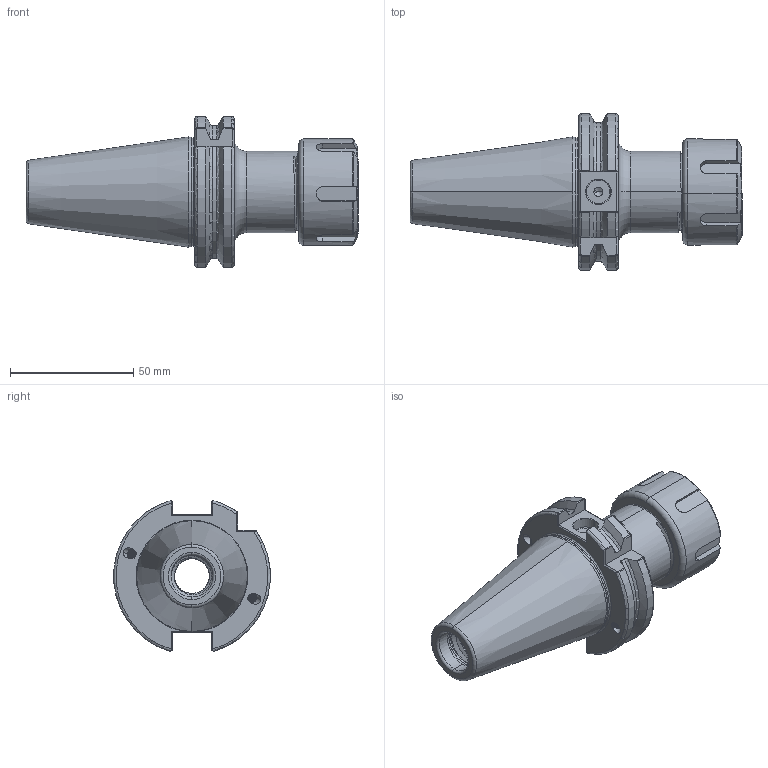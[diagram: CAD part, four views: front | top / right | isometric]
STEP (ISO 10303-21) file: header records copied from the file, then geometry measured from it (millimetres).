
FILE_DESCRIPTION (( 'STEP AP203' ), '1' );
FILE_NAME ('403.01.16.STEP', '2016-07-16T00:48:58', ( '' ), ( '' ), 'SwSTEP 2.0', 'SolidWorks 2012', '' );
FILE_SCHEMA (( 'CONFIG_CONTROL_DESIGN' ));
Length unit declared in the file: millimetre
Products named in the file (7): 403.01.16; OZ16Y1; OZ16#100 3MM鋼珠; OZ螺帽螺絲 M4; OZ16001PD; OZ16002PD
Assembly tree (40 placements, depth 3):
  403.01.16
    403.01.16
    OZ16Y1
      OZ16001PD
      OZ16002PD
      OZ螺帽螺絲 M4
      OZ16#100 3MM鋼珠  x35
Bounding box: 134.46 x 63.34 x 61.24 mm (x, y, z)
Volume: 131479.2 mm3; surface area: 43154.9 mm2
Topology: 39 solids, 39 shells, 502 faces, 1409 edges, 906 vertices
Faces by surface type: cylinder 173, plane 87, sphere 70, cone 66, torus 59, bspline 47
Entity records: 32511 total; most frequent: CARTESIAN_POINT 21123, ORIENTED_EDGE 2304, DIRECTION 1761, EDGE_CURVE 1152, VERTEX_POINT 733, AXIS2_PLACEMENT_3D 701, EDGE_LOOP 455, FACE_OUTER_BOUND 434
